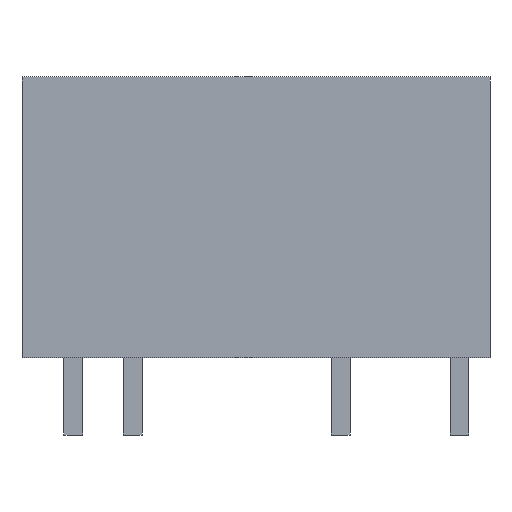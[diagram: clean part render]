
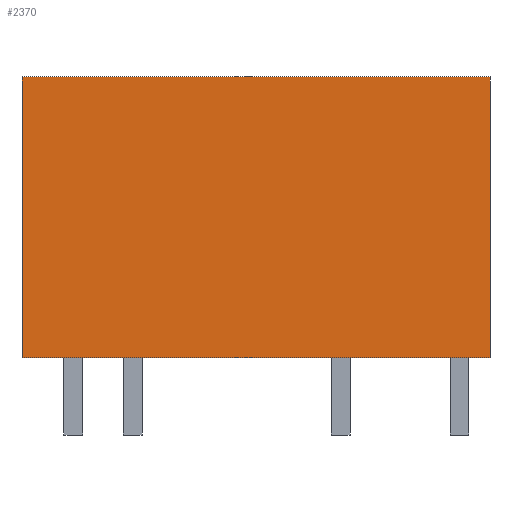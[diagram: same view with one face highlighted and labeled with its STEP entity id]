
A CAD part, front view. The second image highlights one B-rep face of the part: STEP entity #2370.
In plain terms, the highlighted planar face has unit normal (0, -1, 0).
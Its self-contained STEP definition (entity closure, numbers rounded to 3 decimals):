
#217 = CARTESIAN_POINT ( 'NONE',  ( -10., -2.5, 11.6 ) ) ;
#675 = DIRECTION ( 'NONE',  ( 0., 0., -1. ) ) ;
#1080 = CARTESIAN_POINT ( 'NONE',  ( 10., -2.5, -0.4 ) ) ;
#1339 = CARTESIAN_POINT ( 'NONE',  ( -10., -2.5, 11.6 ) ) ;
#1646 = LINE ( 'NONE', #7459, #7002 ) ;
#2370 = ADVANCED_FACE ( 'NONE', ( #4431 ), #3453, .F. ) ;
#3130 = ORIENTED_EDGE ( 'NONE', *, *, #12956, .F. ) ;
#3453 = PLANE ( 'NONE',  #12101 ) ;
#3592 = CARTESIAN_POINT ( 'NONE',  ( -10., -2.5, -0.4 ) ) ;
#3909 = EDGE_CURVE ( 'NONE', #8546, #14459, #14701, .T. ) ;
#3995 = EDGE_LOOP ( 'NONE', ( #14517, #3130, #5809, #7309 ) ) ;
#4431 = FACE_OUTER_BOUND ( 'NONE', #3995, .T. ) ;
#5549 = CARTESIAN_POINT ( 'NONE',  ( -10., -2.5, 11.6 ) ) ;
#5603 = VECTOR ( 'NONE', #11262, 1000. ) ;
#5809 = ORIENTED_EDGE ( 'NONE', *, *, #12053, .F. ) ;
#6093 = VERTEX_POINT ( 'NONE', #8695 ) ;
#6570 = VERTEX_POINT ( 'NONE', #14387 ) ;
#6814 = DIRECTION ( 'NONE',  ( 0., 1., 0. ) ) ;
#7002 = VECTOR ( 'NONE', #675, 1000. ) ;
#7158 = DIRECTION ( 'NONE',  ( 1., 0., 0. ) ) ;
#7309 = ORIENTED_EDGE ( 'NONE', *, *, #8872, .F. ) ;
#7459 = CARTESIAN_POINT ( 'NONE',  ( 10., -2.5, 11.6 ) ) ;
#8359 = LINE ( 'NONE', #1339, #13115 ) ;
#8546 = VERTEX_POINT ( 'NONE', #217 ) ;
#8695 = CARTESIAN_POINT ( 'NONE',  ( 10., -2.5, 11.6 ) ) ;
#8872 = EDGE_CURVE ( 'NONE', #8546, #6093, #8359, .T. ) ;
#9014 = DIRECTION ( 'NONE',  ( 0., 0., 1. ) ) ;
#10122 = DIRECTION ( 'NONE',  ( -1., 0., 0. ) ) ;
#10425 = LINE ( 'NONE', #1080, #11941 ) ;
#11181 = CARTESIAN_POINT ( 'NONE',  ( -10., -2.5, 11.6 ) ) ;
#11262 = DIRECTION ( 'NONE',  ( 0., 0., -1. ) ) ;
#11941 = VECTOR ( 'NONE', #10122, 1000. ) ;
#12053 = EDGE_CURVE ( 'NONE', #6093, #6570, #1646, .T. ) ;
#12101 = AXIS2_PLACEMENT_3D ( 'NONE', #5549, #6814, #9014 ) ;
#12956 = EDGE_CURVE ( 'NONE', #6570, #14459, #10425, .T. ) ;
#13115 = VECTOR ( 'NONE', #7158, 1000. ) ;
#14387 = CARTESIAN_POINT ( 'NONE',  ( 10., -2.5, -0.4 ) ) ;
#14459 = VERTEX_POINT ( 'NONE', #3592 ) ;
#14517 = ORIENTED_EDGE ( 'NONE', *, *, #3909, .T. ) ;
#14701 = LINE ( 'NONE', #11181, #5603 ) ;
